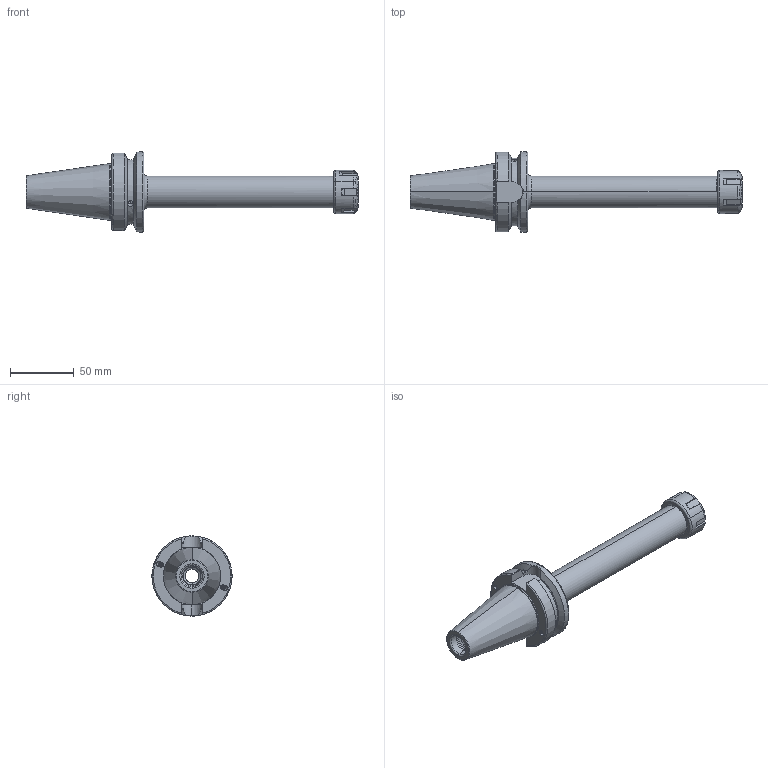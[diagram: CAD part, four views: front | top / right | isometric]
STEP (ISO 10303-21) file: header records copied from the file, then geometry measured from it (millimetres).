
FILE_DESCRIPTION (( 'STEP AP203' ), '1' );
FILE_NAME ('406.02.13.3.STEP', '2016-11-25T11:00:13', ( '' ), ( '' ), 'SwSTEP 2.0', 'SolidWorks 2012', '' );
FILE_SCHEMA (( 'CONFIG_CONTROL_DESIGN' ));
Length unit declared in the file: millimetre
Products named in the file (3): 2-01.100.0200190C7_ER20螺帽(六溝); 406.02.13.3
Assembly tree (2 placements, depth 2):
  406.02.13.3
    406.02.13.3
    2-01.100.0200190C7_ER20螺帽(六溝)
Bounding box: 260.6 x 63 x 63 mm (x, y, z)
Volume: 180424.2 mm3; surface area: 50750.4 mm2
Topology: 2 solids, 2 shells, 384 faces, 1031 edges, 651 vertices
Faces by surface type: cylinder 169, plane 78, torus 57, bspline 56, cone 24
Entity records: 25510 total; most frequent: CARTESIAN_POINT 16911, ORIENTED_EDGE 2058, DIRECTION 1395, EDGE_CURVE 1029, VERTEX_POINT 651, AXIS2_PLACEMENT_3D 548, EDGE_LOOP 398, FACE_OUTER_BOUND 384
